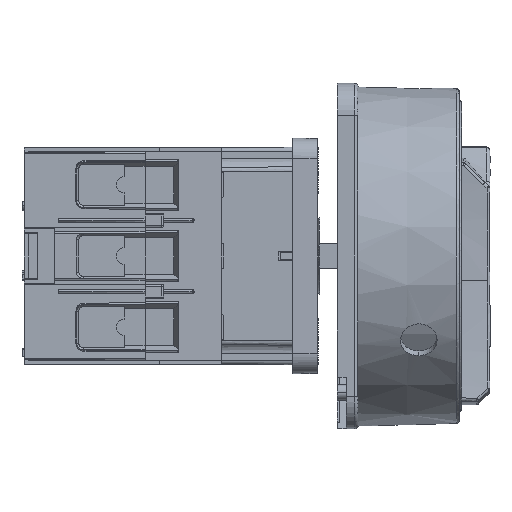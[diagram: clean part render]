
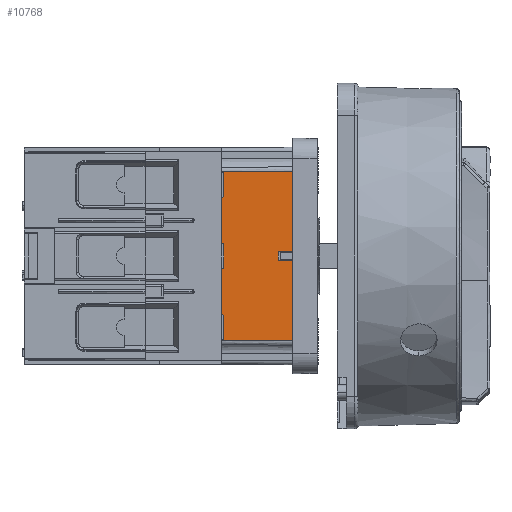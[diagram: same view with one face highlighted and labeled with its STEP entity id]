
A CAD part, front view. The second image highlights one B-rep face of the part: STEP entity #10768.
In plain terms, the highlighted planar face has unit normal (-0.009, -1, 0).
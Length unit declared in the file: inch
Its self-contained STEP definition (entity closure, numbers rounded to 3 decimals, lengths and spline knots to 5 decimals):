
#99 = VECTOR ( 'NONE', #31389, 39.37008 ) ;
#113 = CARTESIAN_POINT ( 'NONE',  ( 2.60039, -0.8879, -0.04134 ) ) ;
#916 = ORIENTED_EDGE ( 'NONE', *, *, #57628, .T. ) ;
#1302 = ORIENTED_EDGE ( 'NONE', *, *, #29551, .T. ) ;
#1874 = ORIENTED_EDGE ( 'NONE', *, *, #30530, .T. ) ;
#2549 = CARTESIAN_POINT ( 'NONE',  ( 2.60039, -0.8879, 1.04724 ) ) ;
#2996 = EDGE_CURVE ( 'NONE', #66805, #3030, #51019, .T. ) ;
#3030 = VERTEX_POINT ( 'NONE', #13329 ) ;
#3758 = CARTESIAN_POINT ( 'NONE',  ( 2.4626, -0.8867, -0.03893 ) ) ;
#4808 = LINE ( 'NONE', #53595, #99 ) ;
#5851 = CARTESIAN_POINT ( 'NONE',  ( 2.60039, -0.8879, 1.04724 ) ) ;
#10504 = ORIENTED_EDGE ( 'NONE', *, *, #2996, .T. ) ;
#10768 = ADVANCED_FACE ( 'Defeature ausgef�hrt1_569', ( #44974 ), #29182, .T. ) ;
#10893 = DIRECTION ( 'NONE',  ( -1., 0.009, 0.017 ) ) ;
#11597 = CARTESIAN_POINT ( 'NONE',  ( 1.91142, -0.88189, 1.04724 ) ) ;
#13018 = CARTESIAN_POINT ( 'NONE',  ( 2.60039, -0.8879, 0.76943 ) ) ;
#13329 = CARTESIAN_POINT ( 'NONE',  ( 2.60039, -0.8879, 0.81907 ) ) ;
#13733 = ORIENTED_EDGE ( 'NONE', *, *, #67573, .T. ) ;
#13988 = VERTEX_POINT ( 'NONE', #3758 ) ;
#14690 = VERTEX_POINT ( 'NONE', #70290 ) ;
#14716 = LINE ( 'NONE', #64208, #64607 ) ;
#14890 = EDGE_CURVE ( 'NONE', #30545, #26096, #38028, .T. ) ;
#15171 = CARTESIAN_POINT ( 'NONE',  ( 2.60039, -0.8879, -0.76943 ) ) ;
#15890 = ORIENTED_EDGE ( 'NONE', *, *, #65241, .T. ) ;
#17934 = VECTOR ( 'NONE', #58864, 39.37008 ) ;
#18056 = LINE ( 'NONE', #5851, #44372 ) ;
#19916 = CARTESIAN_POINT ( 'NONE',  ( 2.4626, -0.8867, 0.03893 ) ) ;
#20272 = LINE ( 'NONE', #69022, #35039 ) ;
#22843 = VECTOR ( 'NONE', #52407, 39.37008 ) ;
#24754 = LINE ( 'NONE', #62049, #57623 ) ;
#25032 = CARTESIAN_POINT ( 'NONE',  ( 2.60039, -0.8879, -0.81907 ) ) ;
#26096 = VERTEX_POINT ( 'NONE', #58402 ) ;
#26601 = LINE ( 'NONE', #42033, #17934 ) ;
#26950 = VECTOR ( 'NONE', #46731, 39.37008 ) ;
#29182 = PLANE ( 'NONE',  #69102 ) ;
#29551 = EDGE_CURVE ( 'NONE', #47924, #13988, #44270, .T. ) ;
#29636 = CARTESIAN_POINT ( 'NONE',  ( 1.91142, -0.88189, -0.81646 ) ) ;
#29870 = VECTOR ( 'NONE', #10893, 39.37008 ) ;
#30530 = EDGE_CURVE ( 'NONE', #14690, #35665, #4808, .T. ) ;
#30545 = VERTEX_POINT ( 'NONE', #19916 ) ;
#31389 = DIRECTION ( 'NONE',  ( 0., 0., -1. ) ) ;
#32015 = VERTEX_POINT ( 'NONE', #15171 ) ;
#32654 = DIRECTION ( 'NONE',  ( 1., -0.009, 0.017 ) ) ;
#33191 = ORIENTED_EDGE ( 'NONE', *, *, #66732, .T. ) ;
#34062 = CARTESIAN_POINT ( 'NONE',  ( 2.60039, -0.8879, -0.04134 ) ) ;
#34863 = ORIENTED_EDGE ( 'NONE', *, *, #14890, .T. ) ;
#35039 = VECTOR ( 'NONE', #35364, 39.37008 ) ;
#35364 = DIRECTION ( 'NONE',  ( 0., 0., 1. ) ) ;
#35665 = VERTEX_POINT ( 'NONE', #29636 ) ;
#36328 = LINE ( 'NONE', #51751, #26950 ) ;
#38028 = LINE ( 'NONE', #59881, #57895 ) ;
#38871 = DIRECTION ( 'NONE',  ( 1., -0.009, 0. ) ) ;
#42033 = CARTESIAN_POINT ( 'NONE',  ( 1.91142, -0.88189, -0.81646 ) ) ;
#44270 = LINE ( 'NONE', #113, #29870 ) ;
#44372 = VECTOR ( 'NONE', #66806, 39.37008 ) ;
#44974 = FACE_OUTER_BOUND ( 'NONE', #52868, .T. ) ;
#45334 = DIRECTION ( 'NONE',  ( -0.009, -1., 0. ) ) ;
#46621 = ORIENTED_EDGE ( 'NONE', *, *, #68786, .T. ) ;
#46731 = DIRECTION ( 'NONE',  ( 0., 0., 1. ) ) ;
#47029 = DIRECTION ( 'NONE',  ( 0., 0., 1. ) ) ;
#47924 = VERTEX_POINT ( 'NONE', #34062 ) ;
#51019 = LINE ( 'NONE', #2549, #22843 ) ;
#51751 = CARTESIAN_POINT ( 'NONE',  ( 2.60039, -0.8879, 1.04724 ) ) ;
#52356 = DIRECTION ( 'NONE',  ( -1., 0.009, -0.004 ) ) ;
#52407 = DIRECTION ( 'NONE',  ( 0., 0., 1. ) ) ;
#52868 = EDGE_LOOP ( 'NONE', ( #10504, #916, #1874, #46621, #33191, #66664, #1302, #13733, #34863, #15890 ) ) ;
#53595 = CARTESIAN_POINT ( 'NONE',  ( 1.91142, -0.88189, -1.05315 ) ) ;
#53902 = VERTEX_POINT ( 'NONE', #25032 ) ;
#57106 = EDGE_CURVE ( 'NONE', #32015, #47924, #18056, .T. ) ;
#57623 = VECTOR ( 'NONE', #52356, 39.37008 ) ;
#57628 = EDGE_CURVE ( 'NONE', #3030, #14690, #24754, .T. ) ;
#57895 = VECTOR ( 'NONE', #32654, 39.37008 ) ;
#58402 = CARTESIAN_POINT ( 'NONE',  ( 2.60039, -0.8879, 0.04134 ) ) ;
#58864 = DIRECTION ( 'NONE',  ( 1., -0.009, -0.004 ) ) ;
#59881 = CARTESIAN_POINT ( 'NONE',  ( 2.4626, -0.8867, 0.03893 ) ) ;
#62049 = CARTESIAN_POINT ( 'NONE',  ( 2.60039, -0.8879, 0.81907 ) ) ;
#64208 = CARTESIAN_POINT ( 'NONE',  ( 2.60039, -0.8879, 1.04724 ) ) ;
#64607 = VECTOR ( 'NONE', #47029, 39.37008 ) ;
#65241 = EDGE_CURVE ( 'NONE', #26096, #66805, #14716, .T. ) ;
#66664 = ORIENTED_EDGE ( 'NONE', *, *, #57106, .T. ) ;
#66732 = EDGE_CURVE ( 'NONE', #53902, #32015, #36328, .T. ) ;
#66805 = VERTEX_POINT ( 'NONE', #13018 ) ;
#66806 = DIRECTION ( 'NONE',  ( 0., 0., 1. ) ) ;
#67573 = EDGE_CURVE ( 'NONE', #13988, #30545, #20272, .T. ) ;
#68786 = EDGE_CURVE ( 'NONE', #35665, #53902, #26601, .T. ) ;
#69022 = CARTESIAN_POINT ( 'NONE',  ( 2.4626, -0.8867, 1.04724 ) ) ;
#69102 = AXIS2_PLACEMENT_3D ( 'NONE', #11597, #45334, #38871 ) ;
#70290 = CARTESIAN_POINT ( 'NONE',  ( 1.91142, -0.88189, 0.81646 ) ) ;
